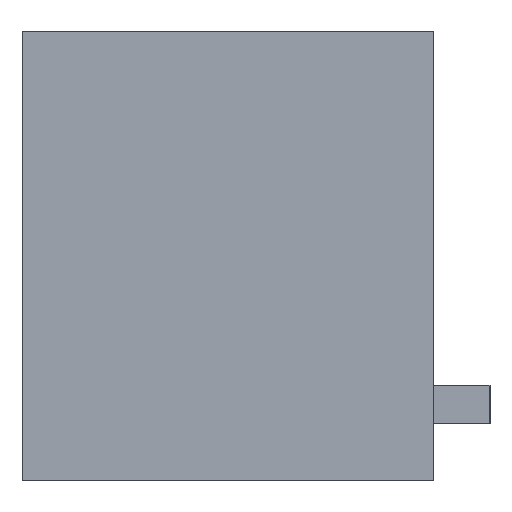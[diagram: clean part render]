
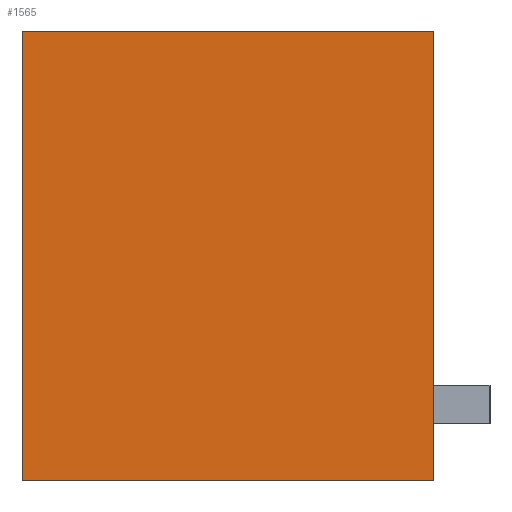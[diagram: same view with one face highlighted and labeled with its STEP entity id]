
A CAD part, left-side view. The second image highlights one B-rep face of the part: STEP entity #1565.
In plain terms, the highlighted planar face has unit normal (-1, 0, 0).
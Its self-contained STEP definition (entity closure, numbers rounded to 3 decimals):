
#1552=AXIS2_PLACEMENT_3D('Plane Axis2P3D',#1549,#1550,#1551) ;
#307=CARTESIAN_POINT('Vertex',(0.,1.5,0.)) ;
#310=CARTESIAN_POINT('Line Origine',(0.,7.,0.)) ;
#314=CARTESIAN_POINT('Vertex',(0.,12.5,0.)) ;
#1055=CARTESIAN_POINT('Vertex',(0.,12.5,12.)) ;
#1058=CARTESIAN_POINT('Line Origine',(0.,7.,12.)) ;
#1062=CARTESIAN_POINT('Vertex',(0.,1.5,12.)) ;
#1536=CARTESIAN_POINT('Line Origine',(0.,1.5,6.)) ;
#1549=CARTESIAN_POINT('Axis2P3D Location',(0.,0.,0.)) ;
#1554=CARTESIAN_POINT('Line Origine',(0.,12.5,6.)) ;
#311=DIRECTION('Vector Direction',(0.,-1.,0.)) ;
#1059=DIRECTION('Vector Direction',(0.,1.,0.)) ;
#1537=DIRECTION('Vector Direction',(0.,0.,-1.)) ;
#1550=DIRECTION('Axis2P3D Direction',(-1.,0.,0.)) ;
#1551=DIRECTION('Axis2P3D XDirection',(0.,0.,1.)) ;
#1555=DIRECTION('Vector Direction',(0.,0.,1.)) ;
#312=VECTOR('Line Direction',#311,1.) ;
#1060=VECTOR('Line Direction',#1059,1.) ;
#1538=VECTOR('Line Direction',#1537,1.) ;
#1556=VECTOR('Line Direction',#1555,1.) ;
#1560=ORIENTED_EDGE('',*,*,#316,.T.) ;
#1561=ORIENTED_EDGE('',*,*,#1540,.T.) ;
#1562=ORIENTED_EDGE('',*,*,#1064,.T.) ;
#1563=ORIENTED_EDGE('',*,*,#1558,.T.) ;
#1565=ADVANCED_FACE('HOUSING',(#1564),#1553,.T.) ;
#316=EDGE_CURVE('',#315,#308,#313,.T.) ;
#1064=EDGE_CURVE('',#1063,#1056,#1061,.T.) ;
#1540=EDGE_CURVE('',#308,#1063,#1539,.F.) ;
#1558=EDGE_CURVE('',#1056,#315,#1557,.F.) ;
#1559=EDGE_LOOP('',(#1560,#1561,#1562,#1563)) ;
#1564=FACE_OUTER_BOUND('',#1559,.T.) ;
#313=LINE('Line',#310,#312) ;
#1061=LINE('Line',#1058,#1060) ;
#1539=LINE('Line',#1536,#1538) ;
#1557=LINE('Line',#1554,#1556) ;
#1553=PLANE('',#1552) ;
#308=VERTEX_POINT('',#307) ;
#315=VERTEX_POINT('',#314) ;
#1056=VERTEX_POINT('',#1055) ;
#1063=VERTEX_POINT('',#1062) ;
